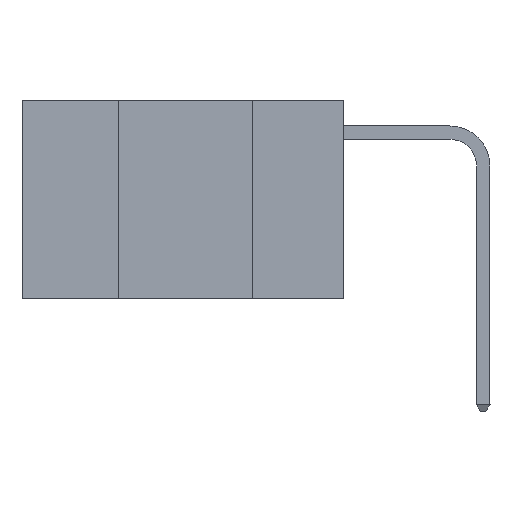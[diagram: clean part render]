
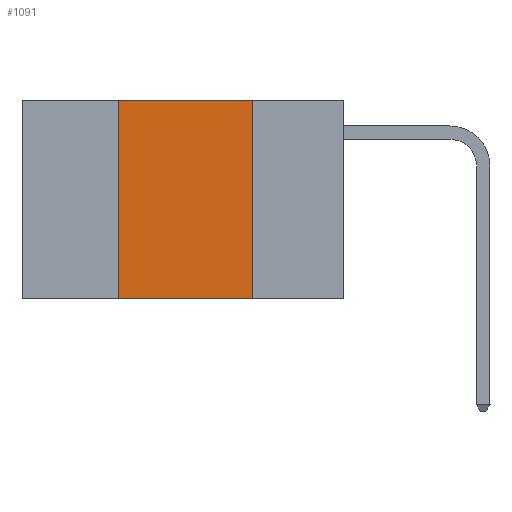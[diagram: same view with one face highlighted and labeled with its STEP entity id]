
A CAD part, left-side view. The second image highlights one B-rep face of the part: STEP entity #1091.
In plain terms, the highlighted planar face has unit normal (-1, 0, 0).
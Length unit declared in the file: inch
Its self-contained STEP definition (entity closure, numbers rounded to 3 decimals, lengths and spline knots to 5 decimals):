
#224 = VECTOR ( 'NONE', #7446, 39.37008 ) ;
#346 = VERTEX_POINT ( 'NONE', #8997 ) ;
#379 = ORIENTED_EDGE ( 'NONE', *, *, #14173, .F. ) ;
#1049 = CARTESIAN_POINT ( 'NONE',  ( 0., 0.42, -0.37 ) ) ;
#1091 = ADVANCED_FACE ( 'NONE', ( #18361 ), #4231, .F. ) ;
#2134 = CARTESIAN_POINT ( 'NONE',  ( 0., 0.42, 0. ) ) ;
#2139 = DIRECTION ( 'NONE',  ( 0., -1., 0. ) ) ;
#2925 = EDGE_CURVE ( 'NONE', #29241, #7453, #18783, .T. ) ;
#3747 = DIRECTION ( 'NONE',  ( 0., 0., -1. ) ) ;
#4231 = PLANE ( 'NONE',  #12382 ) ;
#5960 = CARTESIAN_POINT ( 'NONE',  ( 0., 0.42, 0. ) ) ;
#6417 = DIRECTION ( 'NONE',  ( 0., -1., 0. ) ) ;
#6503 = CARTESIAN_POINT ( 'NONE',  ( 0., 0.17, -0.37 ) ) ;
#7310 = VECTOR ( 'NONE', #2139, 39.37008 ) ;
#7446 = DIRECTION ( 'NONE',  ( 0., 0., 1. ) ) ;
#7453 = VERTEX_POINT ( 'NONE', #6503 ) ;
#8825 = EDGE_CURVE ( 'NONE', #29241, #24457, #9611, .T. ) ;
#8997 = CARTESIAN_POINT ( 'NONE',  ( 0., 0.17, 0. ) ) ;
#9095 = EDGE_LOOP ( 'NONE', ( #13722, #379, #26860, #30185 ) ) ;
#9611 = LINE ( 'NONE', #2134, #224 ) ;
#11518 = DIRECTION ( 'NONE',  ( 1., 0., 0. ) ) ;
#12382 = AXIS2_PLACEMENT_3D ( 'NONE', #27451, #11518, #18044 ) ;
#13711 = CARTESIAN_POINT ( 'NONE',  ( 0., 0.6, 0. ) ) ;
#13722 = ORIENTED_EDGE ( 'NONE', *, *, #26267, .F. ) ;
#14173 = EDGE_CURVE ( 'NONE', #24457, #346, #20511, .T. ) ;
#15562 = LINE ( 'NONE', #24976, #24721 ) ;
#18044 = DIRECTION ( 'NONE',  ( 0., 0., -1. ) ) ;
#18361 = FACE_OUTER_BOUND ( 'NONE', #9095, .T. ) ;
#18783 = LINE ( 'NONE', #23427, #7310 ) ;
#20511 = LINE ( 'NONE', #13711, #28583 ) ;
#23427 = CARTESIAN_POINT ( 'NONE',  ( 0., 0.6, -0.37 ) ) ;
#24457 = VERTEX_POINT ( 'NONE', #5960 ) ;
#24721 = VECTOR ( 'NONE', #3747, 39.37008 ) ;
#24976 = CARTESIAN_POINT ( 'NONE',  ( 0., 0.17, 0. ) ) ;
#26267 = EDGE_CURVE ( 'NONE', #346, #7453, #15562, .T. ) ;
#26860 = ORIENTED_EDGE ( 'NONE', *, *, #8825, .F. ) ;
#27451 = CARTESIAN_POINT ( 'NONE',  ( 0., 0.6, 0. ) ) ;
#28583 = VECTOR ( 'NONE', #6417, 39.37008 ) ;
#29241 = VERTEX_POINT ( 'NONE', #1049 ) ;
#30185 = ORIENTED_EDGE ( 'NONE', *, *, #2925, .T. ) ;
